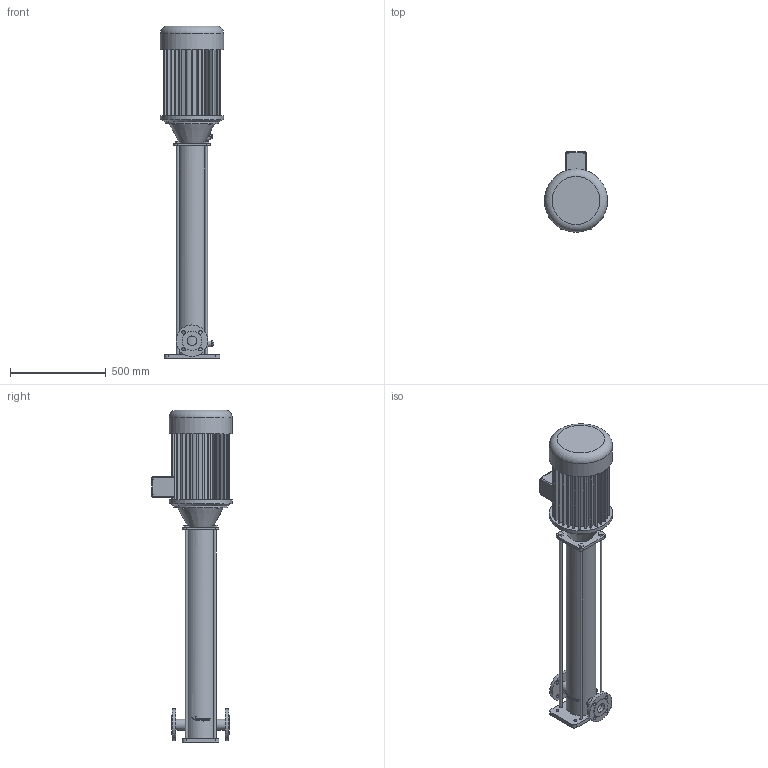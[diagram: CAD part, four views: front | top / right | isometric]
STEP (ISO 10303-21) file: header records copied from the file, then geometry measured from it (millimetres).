
FILE_DESCRIPTION(('STEP AP203'), '1');
FILE_NAME('曶笴 岈-15-15...18', '', ('UNSPECIFIED'), ('UNSPECIFIED'), 'C3D Converter', 'C3D Toolkit', '');
FILE_SCHEMA(('CONFIG_CONTROL_DESIGN'));
Length unit declared in the file: millimetre
Bounding box: 330 x 420 x 1735 mm (x, y, z)
Volume: 61063087.9 mm3; surface area: 2189566.2 mm2
Topology: 1 solids, 1 shells, 464 faces, 1310 edges, 893 vertices
Faces by surface type: plane 317, cylinder 137, bspline 6, torus 2, cone 2
Full cylindrical faces by diameter (mm): 14 x8, 18 x8, 32 x1, 50 x2, 57 x2, 102 x2, 155 x1, 165 x2, 280 x1, 330 x2
Entity records: 21157 total; most frequent: CARTESIAN_POINT 5737, ORIENTED_EDGE 2392, DIRECTION 2334, EDGE_CURVE 1196, VERTEX_POINT 809, AXIS2_PLACEMENT_3D 787, LINE 760, VECTOR 760
